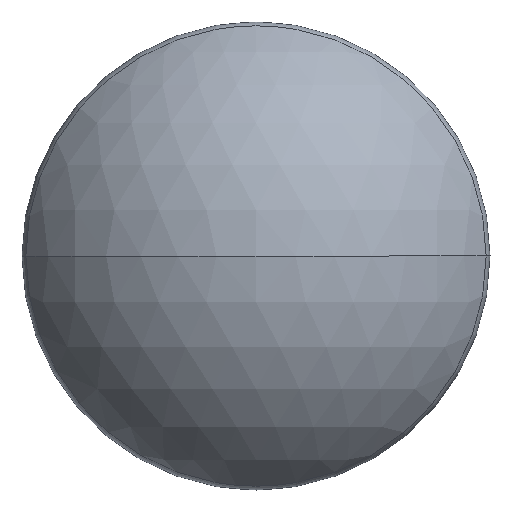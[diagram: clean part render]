
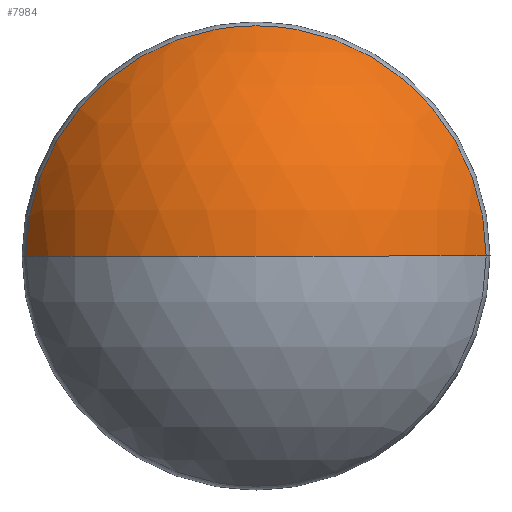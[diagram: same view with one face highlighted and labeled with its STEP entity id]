
A CAD part, front view. The second image highlights one B-rep face of the part: STEP entity #7984.
In plain terms, the highlighted spherical face has radius 115.147 mm.
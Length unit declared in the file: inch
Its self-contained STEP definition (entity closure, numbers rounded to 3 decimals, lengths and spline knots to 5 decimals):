
#51 = CARTESIAN_POINT ( 'NONE',  ( 0., -0.21959, 0. ) ) ;
#243 = DIRECTION ( 'NONE',  ( -1., 0., 0. ) ) ;
#434 = DIRECTION ( 'NONE',  ( 0., 1., 0. ) ) ;
#774 = CARTESIAN_POINT ( 'NONE',  ( 3.93388, -0.21959, 0. ) ) ;
#844 = VERTEX_POINT ( 'NONE', #11597 ) ;
#1409 = ORIENTED_EDGE ( 'NONE', *, *, #6186, .F. ) ;
#1682 = AXIS2_PLACEMENT_3D ( 'NONE', #5426, #10770, #2745 ) ;
#1694 = CIRCLE ( 'NONE', #1682, 4.53333 ) ;
#2311 = AXIS2_PLACEMENT_3D ( 'NONE', #7926, #7879, #8246 ) ;
#2320 = CIRCLE ( 'NONE', #2311, 4.53333 ) ;
#2745 = DIRECTION ( 'NONE',  ( 1., 0., 0. ) ) ;
#3772 = CARTESIAN_POINT ( 'NONE',  ( 0., 2.03333, 0. ) ) ;
#3803 = SPHERICAL_SURFACE ( 'NONE', #10023, 4.53333 ) ;
#3864 = DIRECTION ( 'NONE',  ( -1., 0., 0. ) ) ;
#3879 = DIRECTION ( 'NONE',  ( 0., 0., 1. ) ) ;
#4219 = FACE_OUTER_BOUND ( 'NONE', #8367, .T. ) ;
#5192 = VERTEX_POINT ( 'NONE', #10459 ) ;
#5426 = CARTESIAN_POINT ( 'NONE',  ( 0., 2.03333, 0. ) ) ;
#5584 = VERTEX_POINT ( 'NONE', #774 ) ;
#5602 = AXIS2_PLACEMENT_3D ( 'NONE', #51, #434, #243 ) ;
#5753 = CIRCLE ( 'NONE', #5602, 3.93388 ) ;
#6186 = EDGE_CURVE ( 'NONE', #5192, #844, #2320, .T. ) ;
#6238 = ORIENTED_EDGE ( 'NONE', *, *, #9135, .F. ) ;
#6512 = ORIENTED_EDGE ( 'NONE', *, *, #6616, .T. ) ;
#6616 = EDGE_CURVE ( 'NONE', #5192, #5584, #1694, .T. ) ;
#7879 = DIRECTION ( 'NONE',  ( 0., 0., -1. ) ) ;
#7926 = CARTESIAN_POINT ( 'NONE',  ( 0., 2.03333, 0. ) ) ;
#7984 = ADVANCED_FACE ( 'NONE', ( #4219 ), #3803, .T. ) ;
#8246 = DIRECTION ( 'NONE',  ( -1., 0., 0. ) ) ;
#8367 = EDGE_LOOP ( 'NONE', ( #1409, #6512, #6238 ) ) ;
#9135 = EDGE_CURVE ( 'NONE', #844, #5584, #5753, .T. ) ;
#10023 = AXIS2_PLACEMENT_3D ( 'NONE', #3772, #3879, #3864 ) ;
#10459 = CARTESIAN_POINT ( 'NONE',  ( 0., -2.5, 0. ) ) ;
#10770 = DIRECTION ( 'NONE',  ( 0., 0., 1. ) ) ;
#11597 = CARTESIAN_POINT ( 'NONE',  ( -3.93388, -0.21959, 0. ) ) ;
